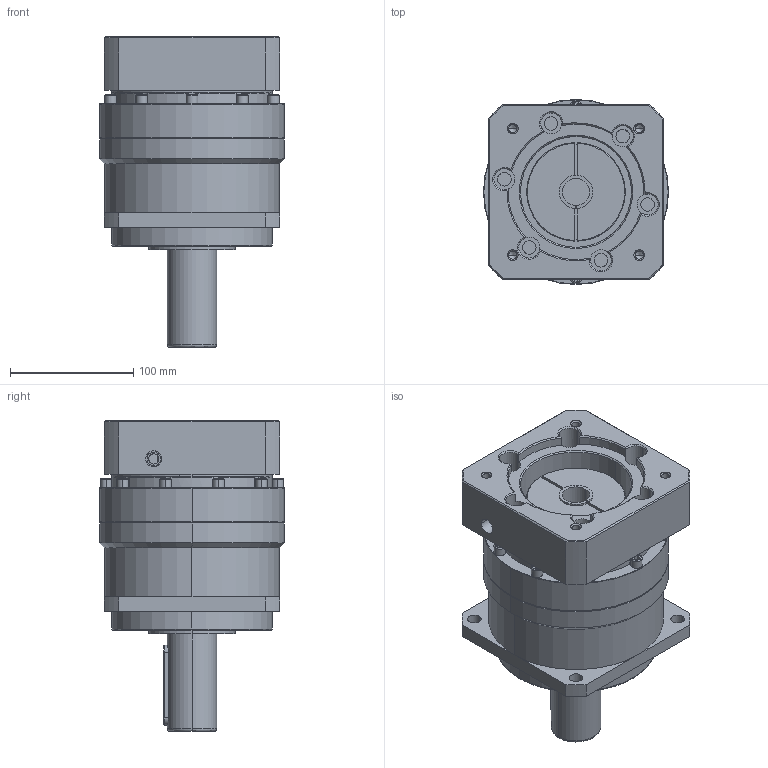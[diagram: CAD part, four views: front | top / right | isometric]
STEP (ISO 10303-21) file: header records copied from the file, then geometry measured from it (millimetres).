
FILE_DESCRIPTION (( 'STEP AP214' ), '1' );
FILE_NAME ('PB142-L1-22-110-145M8.STEP', '2022-02-19T05:43:28', ( 'admin' ), ( '' ), 'SwSTEP 2.0', 'SolidWorks 2013', '' );
FILE_SCHEMA (( 'AUTOMOTIVE_DESIGN' ));
Length unit declared in the file: millimetre
Products named in the file (5): 24-22_X2_53D85F845957_X0_; PB142-110-145M8; PB142_X2_58F34F537AEF_X0_; PB142_X2_8F9351FA7AEF_X0_; PB142-L1-22-110-145M8
Assembly tree (4 placements, depth 2):
  PB142-L1-22-110-145M8
    PB142_X2_8F9351FA7AEF_X0_
    PB142_X2_58F34F537AEF_X0_
    PB142-110-145M8
    24-22_X2_53D85F845957_X0_
Bounding box: 150 x 150 x 252 mm (x, y, z)
Volume: 2726780.5 mm3; surface area: 264326.8 mm2
Topology: 4 solids, 4 shells, 571 faces, 1412 edges, 860 vertices
Faces by surface type: cylinder 235, plane 167, cone 142, bspline 27
Entity records: 24129 total; most frequent: CARTESIAN_POINT 4222, DIRECTION 2938, ORIENTED_EDGE 2700, EDGE_CURVE 1350, AXIS2_PLACEMENT_3D 1144, VERTEX_POINT 860, EDGE_LOOP 678, VECTOR 650
